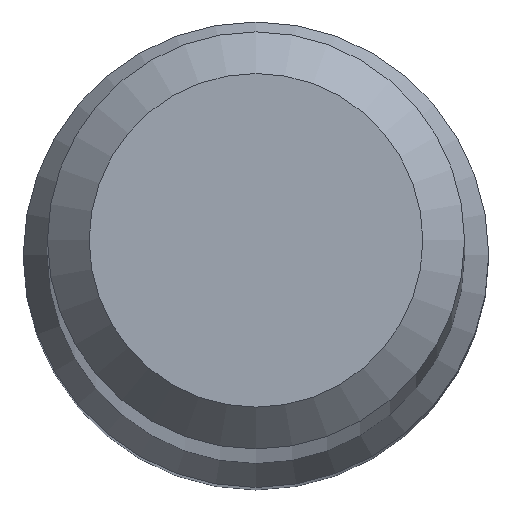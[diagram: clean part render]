
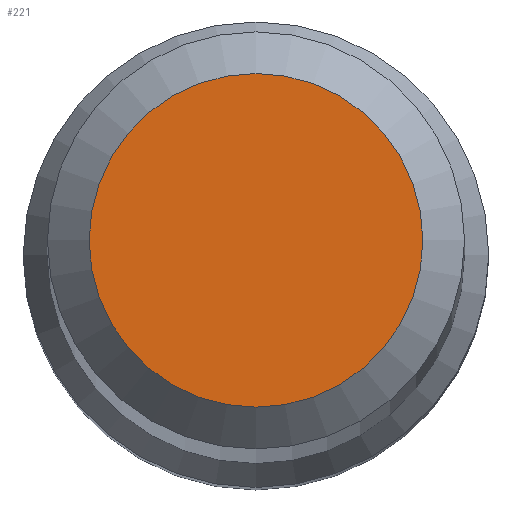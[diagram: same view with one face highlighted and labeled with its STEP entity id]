
A CAD part, top view. The second image highlights one B-rep face of the part: STEP entity #221.
In plain terms, the highlighted planar face has unit normal (0, 0, 1).
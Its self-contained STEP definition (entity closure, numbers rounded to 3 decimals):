
#4 = CIRCLE ( 'NONE', #49, 1.2 ) ;
#33 = CARTESIAN_POINT ( 'NONE',  ( 0., 0., 70. ) ) ;
#43 = DIRECTION ( 'NONE',  ( 0., -1., 0. ) ) ;
#49 = AXIS2_PLACEMENT_3D ( 'NONE', #33, #184, #90 ) ;
#69 = AXIS2_PLACEMENT_3D ( 'NONE', #167, #127, #43 ) ;
#88 = PLANE ( 'NONE',  #69 ) ;
#90 = DIRECTION ( 'NONE',  ( 0., 1., 0. ) ) ;
#111 = CARTESIAN_POINT ( 'NONE',  ( 0., 1.2, 70. ) ) ;
#116 = EDGE_CURVE ( 'NONE', #190, #190, #4, .T. ) ;
#127 = DIRECTION ( 'NONE',  ( 0., 0., 1. ) ) ;
#139 = ORIENTED_EDGE ( 'NONE', *, *, #116, .F. ) ;
#167 = CARTESIAN_POINT ( 'NONE',  ( 0., 0., 70. ) ) ;
#184 = DIRECTION ( 'NONE',  ( 0., 0., -1. ) ) ;
#187 = FACE_OUTER_BOUND ( 'NONE', #235, .T. ) ;
#190 = VERTEX_POINT ( 'NONE', #111 ) ;
#221 = ADVANCED_FACE ( 'NONE', ( #187 ), #88, .T. ) ;
#235 = EDGE_LOOP ( 'NONE', ( #139 ) ) ;
